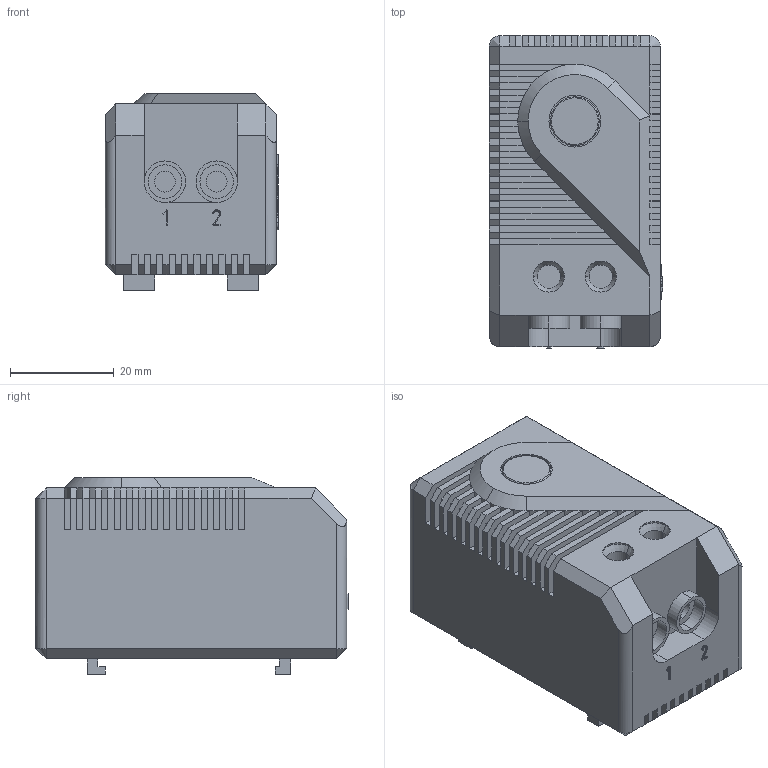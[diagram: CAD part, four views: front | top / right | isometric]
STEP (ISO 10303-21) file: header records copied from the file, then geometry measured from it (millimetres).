
FILE_DESCRIPTION (( 'STEP AP214' ), '1' );
FILE_NAME ('011570-00.STEP', '2017-11-01T16:45:55', ( '' ), ( '' ), 'SwSTEP 2.0', 'SolidWorks 2017', '' );
FILE_SCHEMA (( 'AUTOMOTIVE_DESIGN' ));
Length unit declared in the file: inch
Products named in the file (1): 011570-00
Bounding box: 33.45 x 60.3 x 38 mm (x, y, z)
Volume: 61571 mm3; surface area: 13778.6 mm2
Topology: 2 solids, 2 shells, 662 faces, 1826 edges, 1177 vertices
Faces by surface type: plane 538, bspline 73, cylinder 40, cone 11
Entity records: 21375 total; most frequent: CARTESIAN_POINT 5040, ORIENTED_EDGE 3640, DIRECTION 2915, EDGE_CURVE 1820, LINE 1551, VECTOR 1551, VERTEX_POINT 1177, AXIS2_PLACEMENT_3D 682
